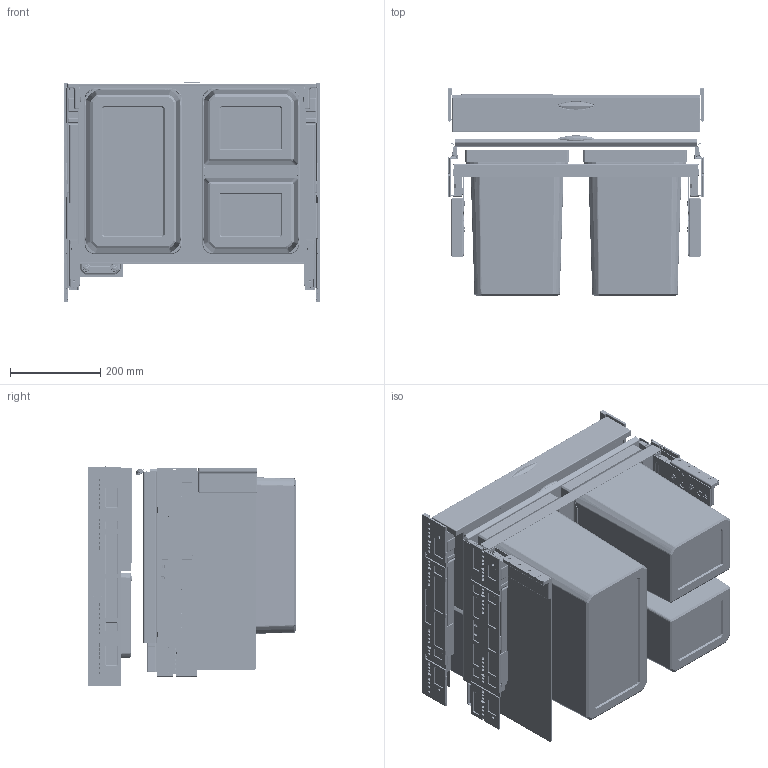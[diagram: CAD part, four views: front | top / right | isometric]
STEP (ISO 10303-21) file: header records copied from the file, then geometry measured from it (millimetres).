
FILE_DESCRIPTION(('STEP AP214'),'1');
FILE_NAME('8012375_V Cox Base 360 S_600-3 Bio mit Base Board.STP','2024-08-13T09:11:44',(' '),(' '),'Spatial InterOp 3D',' ',' ');
FILE_SCHEMA(('AUTOMOTIVE_DESIGN { 1 0 10303 214 1 1 1 1 }'));
Length unit declared in the file: millimetre
Products named in the file (1): 3D-Objekt
Bounding box: 568 x 460.61 x 487.05 mm (x, y, z)
Volume: 6116346.4 mm3; surface area: 5470150.4 mm2
Topology: 56 solids, 58 shells, 8782 faces, 22665 edges, 14110 vertices
Faces by surface type: plane 3565, cylinder 2680, torus 1315, cone 726, bspline 314, sphere 166, extrusion 16
Entity records: 394614 total; most frequent: CARTESIAN_POINT 63836, DIRECTION 47391, ORIENTED_EDGE 45154, EDGE_CURVE 22577, STYLED_ITEM 21184, PRESENTATION_STYLE_ASSIGNMENT 21184, COLOUR_RGB 21184, CURVE_STYLE 19272
